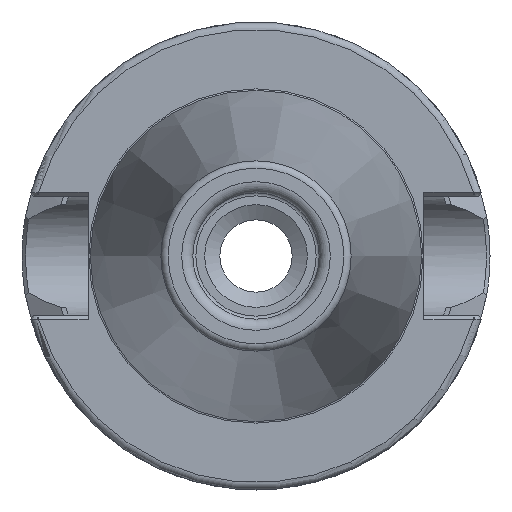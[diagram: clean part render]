
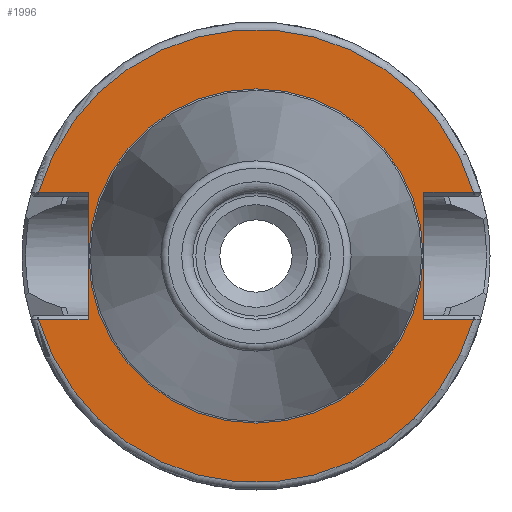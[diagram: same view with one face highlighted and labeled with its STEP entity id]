
A CAD part, left-side view. The second image highlights one B-rep face of the part: STEP entity #1996.
In plain terms, the highlighted planar face has unit normal (-1, 0, 0).
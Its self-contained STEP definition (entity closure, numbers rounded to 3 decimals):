
#113=FACE_BOUND('',#320,.T.);
#128=PLANE('',#2176);
#205=FACE_OUTER_BOUND('',#319,.T.);
#319=EDGE_LOOP('',(#1459,#1460,#1461,#1462,#1463,#1464,#1465,#1466));
#320=EDGE_LOOP('',(#1467,#1468));
#427=LINE('',#3307,#526);
#429=LINE('',#3375,#528);
#430=LINE('',#3377,#529);
#431=LINE('',#3381,#530);
#432=LINE('',#3383,#531);
#433=LINE('',#3384,#532);
#526=VECTOR('',#2514,10.);
#528=VECTOR('',#2532,10.);
#529=VECTOR('',#2533,10.);
#530=VECTOR('',#2536,10.);
#531=VECTOR('',#2537,10.);
#532=VECTOR('',#2538,10.);
#661=CIRCLE('',#2175,30.5);
#662=CIRCLE('',#2177,30.5);
#663=CIRCLE('',#2178,22.498);
#664=CIRCLE('',#2179,22.498);
#826=VERTEX_POINT('',#3300);
#829=VERTEX_POINT('',#3305);
#835=VERTEX_POINT('',#3353);
#837=VERTEX_POINT('',#3374);
#838=VERTEX_POINT('',#3376);
#839=VERTEX_POINT('',#3378);
#840=VERTEX_POINT('',#3380);
#841=VERTEX_POINT('',#3382);
#842=VERTEX_POINT('',#3385);
#843=VERTEX_POINT('',#3386);
#1067=EDGE_CURVE('',#829,#826,#427,.T.);
#1077=EDGE_CURVE('',#826,#835,#661,.T.);
#1080=EDGE_CURVE('',#829,#837,#429,.T.);
#1081=EDGE_CURVE('',#838,#837,#430,.T.);
#1082=EDGE_CURVE('',#839,#838,#662,.T.);
#1083=EDGE_CURVE('',#840,#839,#431,.T.);
#1084=EDGE_CURVE('',#840,#841,#432,.T.);
#1085=EDGE_CURVE('',#835,#841,#433,.T.);
#1086=EDGE_CURVE('',#842,#843,#663,.T.);
#1087=EDGE_CURVE('',#843,#842,#664,.T.);
#1459=ORIENTED_EDGE('',*,*,#1067,.F.);
#1460=ORIENTED_EDGE('',*,*,#1080,.T.);
#1461=ORIENTED_EDGE('',*,*,#1081,.F.);
#1462=ORIENTED_EDGE('',*,*,#1082,.F.);
#1463=ORIENTED_EDGE('',*,*,#1083,.F.);
#1464=ORIENTED_EDGE('',*,*,#1084,.T.);
#1465=ORIENTED_EDGE('',*,*,#1085,.F.);
#1466=ORIENTED_EDGE('',*,*,#1077,.F.);
#1467=ORIENTED_EDGE('',*,*,#1086,.T.);
#1468=ORIENTED_EDGE('',*,*,#1087,.T.);
#1996=ADVANCED_FACE('',(#205,#113),#128,.T.);
#2175=AXIS2_PLACEMENT_3D('',#3354,#2528,#2529);
#2176=AXIS2_PLACEMENT_3D('',#3373,#2530,#2531);
#2177=AXIS2_PLACEMENT_3D('',#3379,#2534,#2535);
#2178=AXIS2_PLACEMENT_3D('',#3387,#2539,#2540);
#2179=AXIS2_PLACEMENT_3D('',#3388,#2541,#2542);
#2514=DIRECTION('',(0.,-1.,0.));
#2528=DIRECTION('center_axis',(1.,0.,0.));
#2529=DIRECTION('ref_axis',(0.,0.,-1.));
#2530=DIRECTION('center_axis',(-1.,0.,0.));
#2531=DIRECTION('ref_axis',(0.,0.,1.));
#2532=DIRECTION('',(0.,0.,1.));
#2533=DIRECTION('',(0.,1.,0.));
#2534=DIRECTION('center_axis',(1.,0.,0.));
#2535=DIRECTION('ref_axis',(0.,0.,-1.));
#2536=DIRECTION('',(0.,1.,0.));
#2537=DIRECTION('',(0.,0.,-1.));
#2538=DIRECTION('',(0.,-1.,0.));
#2539=DIRECTION('center_axis',(1.,0.,0.));
#2540=DIRECTION('ref_axis',(0.,0.,-1.));
#2541=DIRECTION('center_axis',(1.,0.,0.));
#2542=DIRECTION('ref_axis',(0.,0.,-1.));
#3300=CARTESIAN_POINT('',(1.6,-29.277,-8.55));
#3305=CARTESIAN_POINT('',(1.6,-22.6,-8.55));
#3307=CARTESIAN_POINT('',(1.6,-0.5,-8.55));
#3353=CARTESIAN_POINT('',(1.6,29.277,-8.55));
#3354=CARTESIAN_POINT('Origin',(1.6,0.,
0.));
#3373=CARTESIAN_POINT('Origin',(1.6,30.5,0.));
#3374=CARTESIAN_POINT('',(1.6,-22.6,8.55));
#3375=CARTESIAN_POINT('',(1.6,-22.6,0.));
#3376=CARTESIAN_POINT('',(1.6,-29.277,8.55));
#3377=CARTESIAN_POINT('',(1.6,-0.5,8.55));
#3378=CARTESIAN_POINT('',(1.6,29.277,8.55));
#3379=CARTESIAN_POINT('Origin',(1.6,0.,
0.));
#3380=CARTESIAN_POINT('',(1.6,22.6,8.55));
#3381=CARTESIAN_POINT('',(1.6,31.,8.55));
#3382=CARTESIAN_POINT('',(1.6,22.6,-8.55));
#3383=CARTESIAN_POINT('',(1.6,22.6,0.));
#3384=CARTESIAN_POINT('',(1.6,31.,-8.55));
#3385=CARTESIAN_POINT('',(1.6,22.498,0.));
#3386=CARTESIAN_POINT('',(1.6,0.,22.498));
#3387=CARTESIAN_POINT('Origin',(1.6,0.,
0.));
#3388=CARTESIAN_POINT('Origin',(1.6,0.,
0.));
